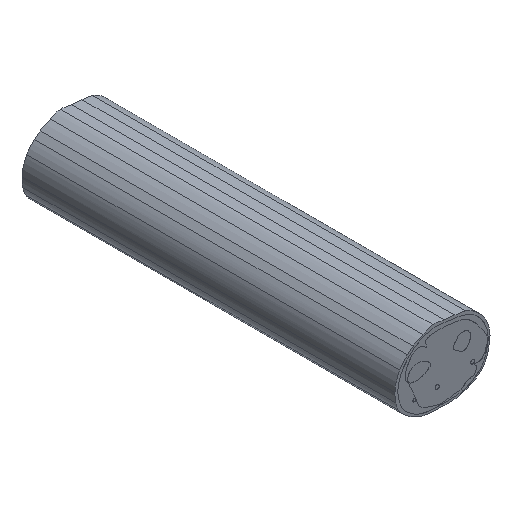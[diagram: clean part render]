
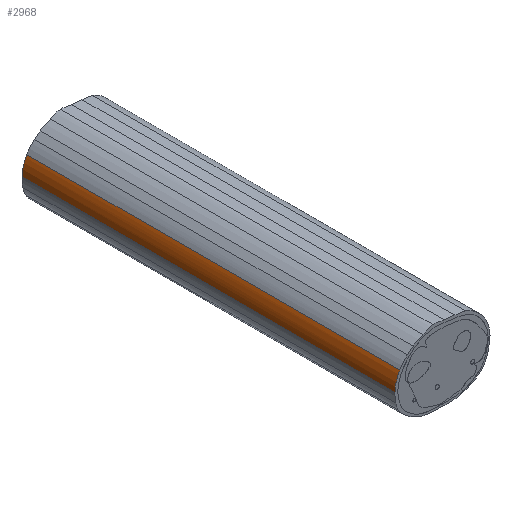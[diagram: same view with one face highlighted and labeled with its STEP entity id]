
A CAD part, isometric view. The second image highlights one B-rep face of the part: STEP entity #2968.
In plain terms, the highlighted free-form (B-spline) face has degree [3, 1] with [4, 2] control points.
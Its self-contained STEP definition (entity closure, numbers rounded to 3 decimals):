
#89=LINE('',#4145,#245);
#90=LINE('',#4159,#246);
#245=VECTOR('',#3208,10.);
#246=VECTOR('',#3209,10.);
#401=(
BOUNDED_SURFACE()
B_SPLINE_SURFACE(3,1,((#4146,#4147),(#4148,#4149),(#4150,#4151),(#4152,
#4153)),.UNSPECIFIED.,.F.,.F.,.F.)
B_SPLINE_SURFACE_WITH_KNOTS((4,4),(2,2),(0.,1.),(-15.,15.),
 .UNSPECIFIED.)
GEOMETRIC_REPRESENTATION_ITEM()
RATIONAL_B_SPLINE_SURFACE(((1.,1.),(1.,1.),(1.,1.),(1.,1.)))
REPRESENTATION_ITEM('')
SURFACE()
);
#570=FACE_OUTER_BOUND('',#747,.T.);
#747=EDGE_LOOP('',(#2167,#2168,#2169,#2170));
#916=(
BOUNDED_CURVE()
B_SPLINE_CURVE(3,(#3499,#3500,#3501,#3502),.UNSPECIFIED.,.F.,.F.)
B_SPLINE_CURVE_WITH_KNOTS((4,4),(-1.,0.),.UNSPECIFIED.)
CURVE()
GEOMETRIC_REPRESENTATION_ITEM()
RATIONAL_B_SPLINE_CURVE((1.,1.,1.,1.))
REPRESENTATION_ITEM('')
);
#977=(
BOUNDED_CURVE()
B_SPLINE_CURVE(3,(#4155,#4156,#4157,#4158),.UNSPECIFIED.,.F.,.F.)
B_SPLINE_CURVE_WITH_KNOTS((4,4),(0.,1.),.UNSPECIFIED.)
CURVE()
GEOMETRIC_REPRESENTATION_ITEM()
RATIONAL_B_SPLINE_CURVE((1.,1.,1.,1.))
REPRESENTATION_ITEM('')
);
#1212=VERTEX_POINT('',#3493);
#1213=VERTEX_POINT('',#3498);
#1273=VERTEX_POINT('',#4140);
#1274=VERTEX_POINT('',#4154);
#1524=EDGE_CURVE('',#1212,#1213,#916,.T.);
#1623=EDGE_CURVE('',#1212,#1273,#89,.T.);
#1624=EDGE_CURVE('',#1274,#1273,#977,.T.);
#1625=EDGE_CURVE('',#1213,#1274,#90,.T.);
#2167=ORIENTED_EDGE('',*,*,#1623,.T.);
#2168=ORIENTED_EDGE('',*,*,#1624,.F.);
#2169=ORIENTED_EDGE('',*,*,#1625,.F.);
#2170=ORIENTED_EDGE('',*,*,#1524,.F.);
#2968=ADVANCED_FACE('',(#570),#401,.T.);
#3208=DIRECTION('',(0.,1.,0.));
#3209=DIRECTION('',(0.,1.,0.));
#3493=CARTESIAN_POINT('',(-34.692,-150.,12.611));
#3498=CARTESIAN_POINT('',(-38.522,-150.,-0.999));
#3499=CARTESIAN_POINT('Ctrl Pts',(-34.692,-150.,12.611));
#3500=CARTESIAN_POINT('Ctrl Pts',(-35.387,-150.,11.403));
#3501=CARTESIAN_POINT('Ctrl Pts',(-38.265,-150.,6.227));
#3502=CARTESIAN_POINT('Ctrl Pts',(-38.522,-150.,-0.999));
#4140=CARTESIAN_POINT('',(-34.692,150.,12.611));
#4145=CARTESIAN_POINT('',(-34.692,0.,12.611));
#4146=CARTESIAN_POINT('Ctrl Pts',(-38.522,-150.,-0.999));
#4147=CARTESIAN_POINT('Ctrl Pts',(-38.522,150.,-0.999));
#4148=CARTESIAN_POINT('Ctrl Pts',(-38.265,-150.,6.227));
#4149=CARTESIAN_POINT('Ctrl Pts',(-38.265,150.,6.227));
#4150=CARTESIAN_POINT('Ctrl Pts',(-35.387,-150.,11.403));
#4151=CARTESIAN_POINT('Ctrl Pts',(-35.387,150.,11.403));
#4152=CARTESIAN_POINT('Ctrl Pts',(-34.692,-150.,12.611));
#4153=CARTESIAN_POINT('Ctrl Pts',(-34.692,150.,12.611));
#4154=CARTESIAN_POINT('',(-38.522,150.,-0.999));
#4155=CARTESIAN_POINT('Ctrl Pts',(-38.522,150.,-0.999));
#4156=CARTESIAN_POINT('Ctrl Pts',(-38.265,150.,6.227));
#4157=CARTESIAN_POINT('Ctrl Pts',(-35.387,150.,11.403));
#4158=CARTESIAN_POINT('Ctrl Pts',(-34.692,150.,12.611));
#4159=CARTESIAN_POINT('',(-38.522,0.,-0.999));
